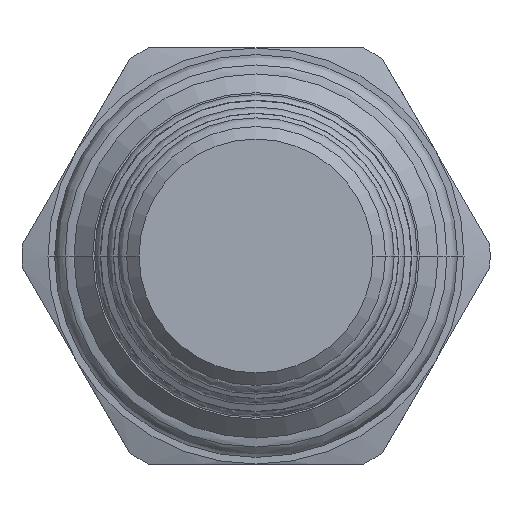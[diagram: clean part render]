
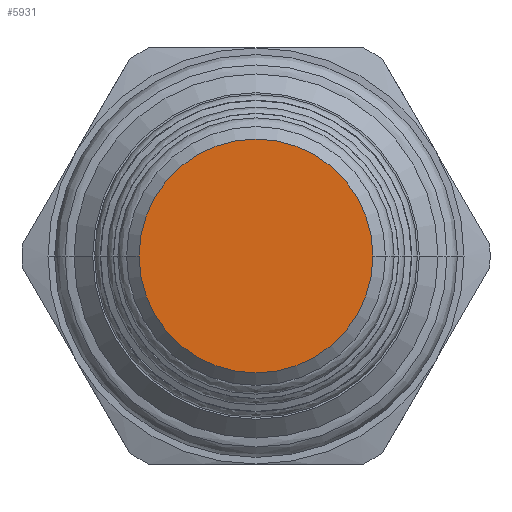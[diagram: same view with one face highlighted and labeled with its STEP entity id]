
A CAD part, front view. The second image highlights one B-rep face of the part: STEP entity #5931.
In plain terms, the highlighted planar face has unit normal (0, -1, 0).
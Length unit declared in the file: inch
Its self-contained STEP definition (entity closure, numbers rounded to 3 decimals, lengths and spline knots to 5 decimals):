
#2028=CARTESIAN_POINT('',(0.,-2.43774,0.));
#2029=DIRECTION('',(0.,1.,0.));
#2030=DIRECTION('',(1.,0.,0.));
#2031=AXIS2_PLACEMENT_3D('',#2028,#2029,#2030);
#2046=CARTESIAN_POINT('',(0.,-2.43774,0.));
#2047=DIRECTION('',(0.,1.,0.));
#2048=DIRECTION('',(-1.,0.,0.));
#2049=AXIS2_PLACEMENT_3D('',#2046,#2047,#2048);
#2613=CARTESIAN_POINT('',(-0.281,-2.43774,0.));
#2614=CARTESIAN_POINT('',(0.281,-2.43774,0.));
#2615=VERTEX_POINT('',#2613);
#2616=VERTEX_POINT('',#2614);
#5921=CARTESIAN_POINT('',(0.,-2.43774,0.));
#5922=DIRECTION('',(0.,1.,0.));
#5923=DIRECTION('',(1.,0.,0.));
#5924=AXIS2_PLACEMENT_3D('',#5921,#5922,#5923);
#5925=PLANE('',#5924);
#5926=ORIENTED_EDGE('',*,*,#5911,.T.);
#5928=ORIENTED_EDGE('',*,*,#5927,.T.);
#5929=EDGE_LOOP('',(#5926,#5928));
#5930=FACE_OUTER_BOUND('',#5929,.F.);
#5931=ADVANCED_FACE('',(#5930),#5925,.F.);
#2032=CIRCLE('',#2031,0.281);
#2050=CIRCLE('',#2049,0.281);
#5911=EDGE_CURVE('',#2616,#2615,#2032,.T.);
#5927=EDGE_CURVE('',#2615,#2616,#2050,.T.);
